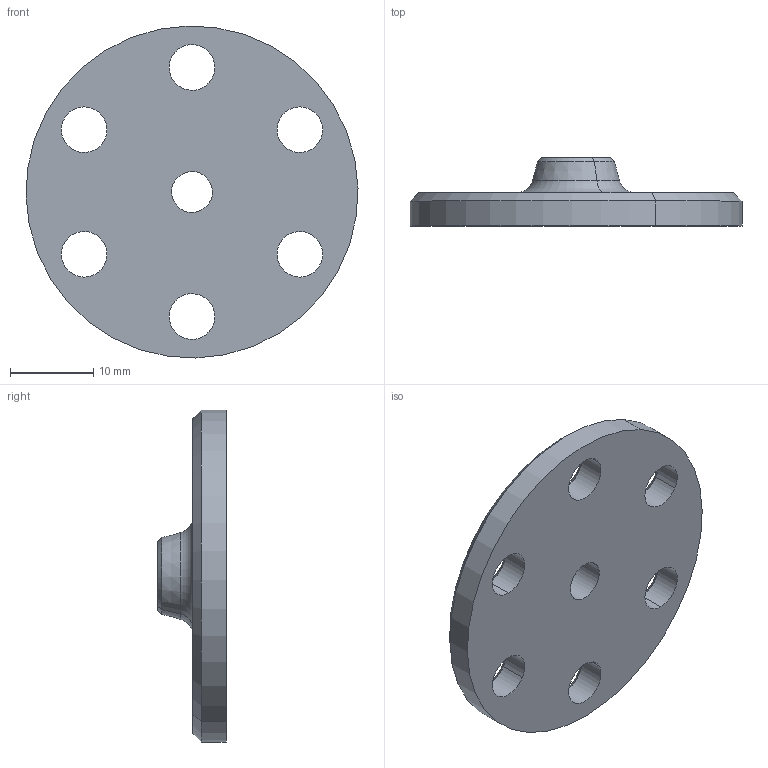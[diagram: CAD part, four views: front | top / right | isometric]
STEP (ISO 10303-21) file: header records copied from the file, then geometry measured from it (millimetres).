
FILE_DESCRIPTION(('CATIA V5 STEP Exchange'),'2;1');
FILE_NAME('Plot support rotule superieure.stp','2019-03-02T16:25:40+00:00',('none'),('none'),'CATIA Version 5 Release 19 GA (IN-10)','CATIA V5 STEP AP203','none');
FILE_SCHEMA(('CONFIG_CONTROL_DESIGN'));
Length unit declared in the file: millimetre
Products named in the file (1): Plot support rotule superieur
Bounding box: 39.99 x 8.23 x 39.99 mm (x, y, z)
Volume: 4558.6 mm3; surface area: 3195.9 mm2
Topology: 1 solids, 1 shells, 41 faces, 94 edges, 56 vertices
Faces by surface type: cone 20, cylinder 16, plane 3, torus 2
Entity records: 1128 total; most frequent: ORIENTED_EDGE 188, CARTESIAN_POINT 182, DIRECTION 156, EDGE_CURVE 94, AXIS2_PLACEMENT_3D 90, CIRCLE 58, EDGE_LOOP 56, VERTEX_POINT 56
